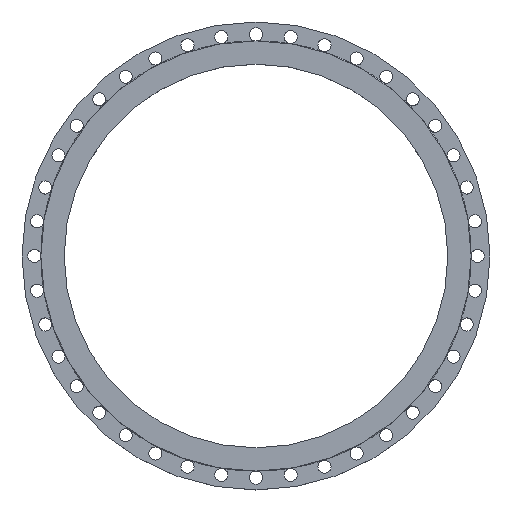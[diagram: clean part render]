
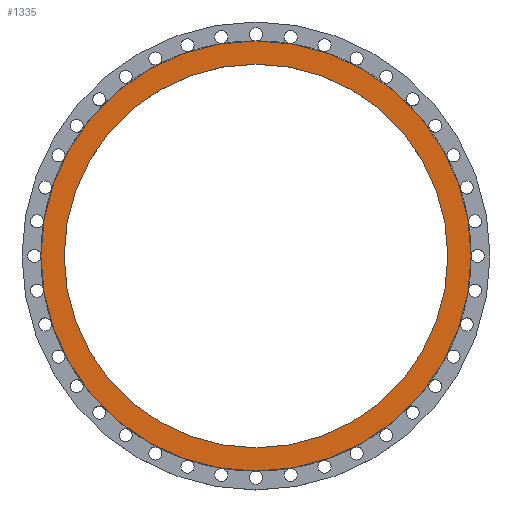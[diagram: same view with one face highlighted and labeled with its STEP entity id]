
A CAD part, top view. The second image highlights one B-rep face of the part: STEP entity #1335.
In plain terms, the highlighted planar face has unit normal (0, 0, 1).
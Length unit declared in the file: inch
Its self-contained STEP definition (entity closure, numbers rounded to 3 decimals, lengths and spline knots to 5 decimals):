
#7 = CARTESIAN_POINT ( 'NONE',  ( 0., 0., 0. ) ) ;
#103 = ORIENTED_EDGE ( 'NONE', *, *, #3370, .T. ) ;
#175 = VERTEX_POINT ( 'NONE', #1199 ) ;
#341 = EDGE_LOOP ( 'NONE', ( #1223, #3940 ) ) ;
#493 = CIRCLE ( 'NONE', #1230, 18.5 ) ;
#528 = CARTESIAN_POINT ( 'NONE',  ( -16.5, 0., 0. ) ) ;
#606 = CARTESIAN_POINT ( 'NONE',  ( 0., 0., 0. ) ) ;
#613 = DIRECTION ( 'NONE',  ( 0., 0., 1. ) ) ;
#649 = EDGE_CURVE ( 'NONE', #3670, #3291, #2292, .T. ) ;
#658 = DIRECTION ( 'NONE',  ( 1., 0., 0. ) ) ;
#666 = DIRECTION ( 'NONE',  ( -1., 0., 0. ) ) ;
#688 = EDGE_CURVE ( 'NONE', #3291, #3670, #1430, .T. ) ;
#701 = AXIS2_PLACEMENT_3D ( 'NONE', #606, #1274, #658 ) ;
#831 = AXIS2_PLACEMENT_3D ( 'NONE', #2513, #3436, #3466 ) ;
#947 = DIRECTION ( 'NONE',  ( 1., 0., 0. ) ) ;
#953 = AXIS2_PLACEMENT_3D ( 'NONE', #2521, #613, #947 ) ;
#973 = DIRECTION ( 'NONE',  ( 0., 0., -1. ) ) ;
#1199 = CARTESIAN_POINT ( 'NONE',  ( 18.5, 0., 0. ) ) ;
#1223 = ORIENTED_EDGE ( 'NONE', *, *, #649, .F. ) ;
#1230 = AXIS2_PLACEMENT_3D ( 'NONE', #7, #1242, #1279 ) ;
#1242 = DIRECTION ( 'NONE',  ( 0., 0., 1. ) ) ;
#1274 = DIRECTION ( 'NONE',  ( 0., 0., 1. ) ) ;
#1279 = DIRECTION ( 'NONE',  ( 1., 0., 0. ) ) ;
#1335 = ADVANCED_FACE ( 'NONE', ( #1574, #2836 ), #3146, .F. ) ;
#1361 = CIRCLE ( 'NONE', #953, 18.5 ) ;
#1430 = CIRCLE ( 'NONE', #831, 16.5 ) ;
#1574 = FACE_BOUND ( 'NONE', #341, .T. ) ;
#1675 = CARTESIAN_POINT ( 'NONE',  ( -18.5, 0., 0. ) ) ;
#2124 = EDGE_LOOP ( 'NONE', ( #2518, #103 ) ) ;
#2292 = CIRCLE ( 'NONE', #701, 16.5 ) ;
#2302 = AXIS2_PLACEMENT_3D ( 'NONE', #2542, #973, #666 ) ;
#2513 = CARTESIAN_POINT ( 'NONE',  ( 0., 0., 0. ) ) ;
#2518 = ORIENTED_EDGE ( 'NONE', *, *, #2971, .T. ) ;
#2521 = CARTESIAN_POINT ( 'NONE',  ( 0., 0., 0. ) ) ;
#2542 = CARTESIAN_POINT ( 'NONE',  ( 0., 16.5, 0. ) ) ;
#2754 = VERTEX_POINT ( 'NONE', #1675 ) ;
#2836 = FACE_OUTER_BOUND ( 'NONE', #2124, .T. ) ;
#2971 = EDGE_CURVE ( 'NONE', #175, #2754, #1361, .T. ) ;
#3146 = PLANE ( 'NONE',  #2302 ) ;
#3291 = VERTEX_POINT ( 'NONE', #528 ) ;
#3370 = EDGE_CURVE ( 'NONE', #2754, #175, #493, .T. ) ;
#3436 = DIRECTION ( 'NONE',  ( 0., 0., 1. ) ) ;
#3466 = DIRECTION ( 'NONE',  ( 1., 0., 0. ) ) ;
#3670 = VERTEX_POINT ( 'NONE', #3943 ) ;
#3940 = ORIENTED_EDGE ( 'NONE', *, *, #688, .F. ) ;
#3943 = CARTESIAN_POINT ( 'NONE',  ( 16.5, 0., 0. ) ) ;
